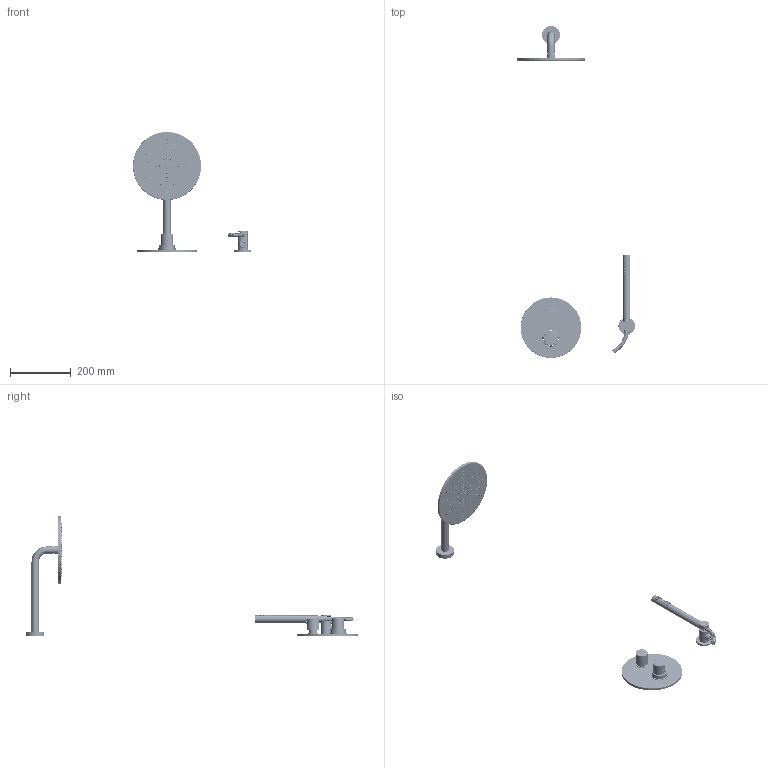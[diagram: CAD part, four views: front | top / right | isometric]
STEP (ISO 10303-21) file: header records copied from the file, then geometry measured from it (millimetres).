
FILE_DESCRIPTION((''),'2;1');
FILE_NAME('KITLIQ018CR','2021-11-11T17:33:06',('ut3'),('PAFFONI SpA'),'CREO PARAMETRIC BY PTC INC, 2020044','CREO PARAMETRIC BY PTC INC, 2020044','');
FILE_SCHEMA(('CONFIG_CONTROL_DESIGN','SHAPE_APPEARANCE_LAYERS_GROUPS'));
Products named in the file (1): KITLIQ018CR
Bounding box: 390 x 1095.7 x 396.5 mm (x, y, z)
Volume: 613152 mm3; surface area: 436207.4 mm2
Topology: 9 solids, 11 shells, 5428 faces, 12970 edges, 7903 vertices
Faces by surface type: cylinder 1710, torus 1651, plane 1586, cone 307, bspline 104, sphere 68, revolution 2
Entity records: 240304 total; most frequent: CARTESIAN_POINT 72551, DIRECTION 29004, ORIENTED_EDGE 25774, EDGE_CURVE 12887, AXIS2_PLACEMENT_3D 12418, VERTEX_POINT 7901, CIRCLE 7095, EDGE_LOOP 6352
